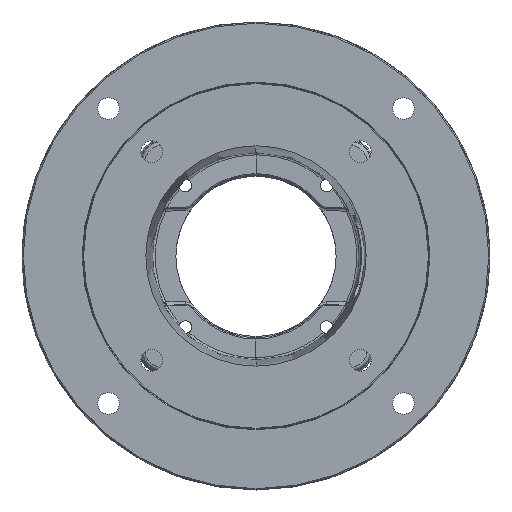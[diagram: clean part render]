
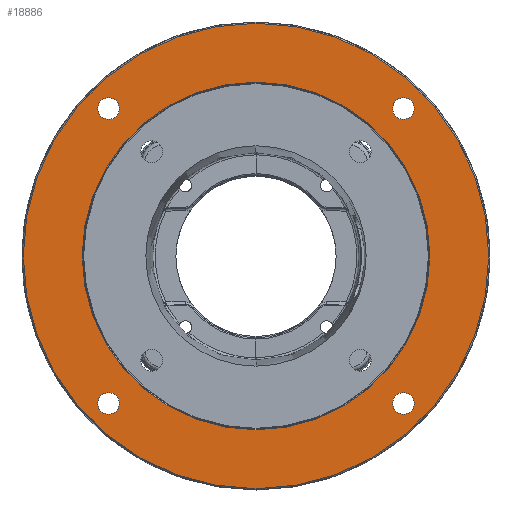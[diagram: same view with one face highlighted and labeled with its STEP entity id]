
A CAD part, top view. The second image highlights one B-rep face of the part: STEP entity #18886.
In plain terms, the highlighted planar face has unit normal (0, 0, 1).
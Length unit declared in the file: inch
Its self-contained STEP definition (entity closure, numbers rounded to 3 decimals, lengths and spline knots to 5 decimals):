
#35=CARTESIAN_POINT('',(0.,0.,-0.08));
#36=DIRECTION('',(0.,0.,1.));
#37=DIRECTION('',(0.,1.,0.));
#38=AXIS2_PLACEMENT_3D('',#35,#36,#37);
#44=CARTESIAN_POINT('',(0.,0.,-0.08));
#45=DIRECTION('',(0.,0.,-1.));
#46=DIRECTION('',(0.,1.,0.));
#47=AXIS2_PLACEMENT_3D('',#44,#45,#46);
#3663=CARTESIAN_POINT('',(-3.62392,3.62392,-0.08));
#3664=DIRECTION('',(0.,0.,-1.));
#3665=DIRECTION('',(-0.707,0.707,0.));
#3666=AXIS2_PLACEMENT_3D('',#3663,#3664,#3665);
#3668=CARTESIAN_POINT('',(-3.62392,3.62392,-0.08));
#3669=DIRECTION('',(0.,0.,-1.));
#3670=DIRECTION('',(0.707,-0.707,0.));
#3671=AXIS2_PLACEMENT_3D('',#3668,#3669,#3670);
#3673=CARTESIAN_POINT('',(-3.62392,-3.62392,-0.08));
#3674=DIRECTION('',(0.,0.,-1.));
#3675=DIRECTION('',(-0.707,-0.707,0.));
#3676=AXIS2_PLACEMENT_3D('',#3673,#3674,#3675);
#3678=CARTESIAN_POINT('',(-3.62392,-3.62392,-0.08));
#3679=DIRECTION('',(0.,0.,-1.));
#3680=DIRECTION('',(0.707,0.707,0.));
#3681=AXIS2_PLACEMENT_3D('',#3678,#3679,#3680);
#3683=CARTESIAN_POINT('',(3.62392,-3.62392,-0.08));
#3684=DIRECTION('',(0.,0.,-1.));
#3685=DIRECTION('',(0.707,-0.707,0.));
#3686=AXIS2_PLACEMENT_3D('',#3683,#3684,#3685);
#3688=CARTESIAN_POINT('',(3.62392,-3.62392,-0.08));
#3689=DIRECTION('',(0.,0.,-1.));
#3690=DIRECTION('',(-0.707,0.707,0.));
#3691=AXIS2_PLACEMENT_3D('',#3688,#3689,#3690);
#3693=CARTESIAN_POINT('',(3.62392,3.62392,-0.08));
#3694=DIRECTION('',(0.,0.,-1.));
#3695=DIRECTION('',(0.707,0.707,0.));
#3696=AXIS2_PLACEMENT_3D('',#3693,#3694,#3695);
#3698=CARTESIAN_POINT('',(3.62392,3.62392,-0.08));
#3699=DIRECTION('',(0.,0.,-1.));
#3700=DIRECTION('',(-0.707,-0.707,0.));
#3701=AXIS2_PLACEMENT_3D('',#3698,#3699,#3700);
#3703=CARTESIAN_POINT('',(0.,0.,-0.08));
#3704=DIRECTION('',(0.,0.,1.));
#3705=DIRECTION('',(0.,1.,0.));
#3706=AXIS2_PLACEMENT_3D('',#3703,#3704,#3705);
#3708=CARTESIAN_POINT('',(0.,0.,-0.08));
#3709=DIRECTION('',(0.,0.,1.));
#3710=DIRECTION('',(0.,-1.,0.));
#3711=AXIS2_PLACEMENT_3D('',#3708,#3709,#3710);
#12022=CARTESIAN_POINT('',(0.,5.72,-0.08));
#12023=CARTESIAN_POINT('',(0.,-5.72,-0.08));
#12024=VERTEX_POINT('',#12022);
#12025=VERTEX_POINT('',#12023);
#12046=CARTESIAN_POINT('',(-3.81131,3.81131,-0.08));
#12047=CARTESIAN_POINT('',(-3.43654,3.43654,-0.08));
#12048=VERTEX_POINT('',#12046);
#12049=VERTEX_POINT('',#12047);
#12090=CARTESIAN_POINT('',(-3.81131,-3.81131,-0.08));
#12091=CARTESIAN_POINT('',(-3.43654,-3.43654,-0.08));
#12092=VERTEX_POINT('',#12090);
#12093=VERTEX_POINT('',#12091);
#12098=CARTESIAN_POINT('',(3.81131,-3.81131,-0.08));
#12099=CARTESIAN_POINT('',(3.43654,-3.43654,-0.08));
#12100=VERTEX_POINT('',#12098);
#12101=VERTEX_POINT('',#12099);
#12106=CARTESIAN_POINT('',(3.81131,3.81131,-0.08));
#12107=CARTESIAN_POINT('',(3.43654,3.43654,-0.08));
#12108=VERTEX_POINT('',#12106);
#12109=VERTEX_POINT('',#12107);
#12126=CARTESIAN_POINT('',(0.,4.271,-0.08));
#12127=CARTESIAN_POINT('',(0.,-4.271,-0.08));
#12128=VERTEX_POINT('',#12126);
#12129=VERTEX_POINT('',#12127);
#18848=CARTESIAN_POINT('',(0.,0.,-0.08));
#18849=DIRECTION('',(0.,0.,1.));
#18850=DIRECTION('',(0.,1.,0.));
#18851=AXIS2_PLACEMENT_3D('',#18848,#18849,#18850);
#18852=PLANE('',#18851);
#18853=ORIENTED_EDGE('',*,*,#12372,.T.);
#18854=ORIENTED_EDGE('',*,*,#12357,.F.);
#18855=EDGE_LOOP('',(#18853,#18854));
#18856=FACE_OUTER_BOUND('',#18855,.F.);
#18858=ORIENTED_EDGE('',*,*,#18857,.F.);
#18860=ORIENTED_EDGE('',*,*,#18859,.F.);
#18861=EDGE_LOOP('',(#18858,#18860));
#18862=FACE_BOUND('',#18861,.F.);
#18864=ORIENTED_EDGE('',*,*,#18863,.F.);
#18866=ORIENTED_EDGE('',*,*,#18865,.F.);
#18867=EDGE_LOOP('',(#18864,#18866));
#18868=FACE_BOUND('',#18867,.F.);
#18870=ORIENTED_EDGE('',*,*,#18869,.F.);
#18872=ORIENTED_EDGE('',*,*,#18871,.F.);
#18873=EDGE_LOOP('',(#18870,#18872));
#18874=FACE_BOUND('',#18873,.F.);
#18876=ORIENTED_EDGE('',*,*,#18875,.F.);
#18878=ORIENTED_EDGE('',*,*,#18877,.F.);
#18879=EDGE_LOOP('',(#18876,#18878));
#18880=FACE_BOUND('',#18879,.F.);
#18882=ORIENTED_EDGE('',*,*,#18881,.T.);
#18883=ORIENTED_EDGE('',*,*,#18838,.T.);
#18884=EDGE_LOOP('',(#18882,#18883));
#18885=FACE_BOUND('',#18884,.F.);
#18886=ADVANCED_FACE('',(#18856,#18862,#18868,#18874,#18880,#18885),#18852,.T.);
#39=CIRCLE('',#38,5.72);
#48=CIRCLE('',#47,5.72);
#3667=CIRCLE('',#3666,0.265);
#3672=CIRCLE('',#3671,0.265);
#3677=CIRCLE('',#3676,0.265);
#3682=CIRCLE('',#3681,0.265);
#3687=CIRCLE('',#3686,0.265);
#3692=CIRCLE('',#3691,0.265);
#3697=CIRCLE('',#3696,0.265);
#3702=CIRCLE('',#3701,0.265);
#3707=CIRCLE('',#3706,4.271);
#3712=CIRCLE('',#3711,4.271);
#12357=EDGE_CURVE('',#12024,#12025,#39,.T.);
#12372=EDGE_CURVE('',#12024,#12025,#48,.T.);
#18838=EDGE_CURVE('',#12129,#12128,#3712,.T.);
#18857=EDGE_CURVE('',#12048,#12049,#3667,.T.);
#18859=EDGE_CURVE('',#12049,#12048,#3672,.T.);
#18863=EDGE_CURVE('',#12092,#12093,#3677,.T.);
#18865=EDGE_CURVE('',#12093,#12092,#3682,.T.);
#18869=EDGE_CURVE('',#12100,#12101,#3687,.T.);
#18871=EDGE_CURVE('',#12101,#12100,#3692,.T.);
#18875=EDGE_CURVE('',#12108,#12109,#3697,.T.);
#18877=EDGE_CURVE('',#12109,#12108,#3702,.T.);
#18881=EDGE_CURVE('',#12128,#12129,#3707,.T.);
